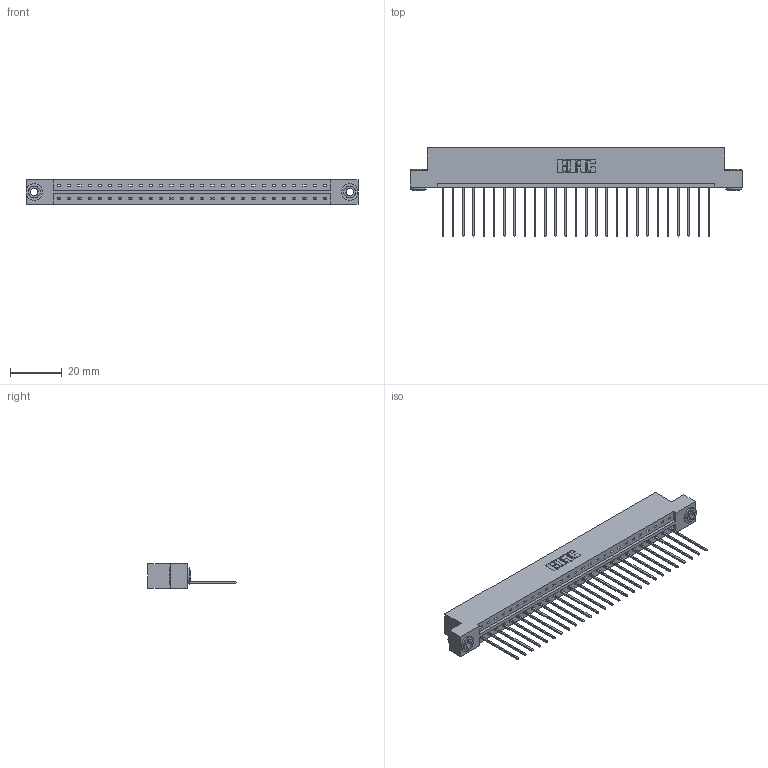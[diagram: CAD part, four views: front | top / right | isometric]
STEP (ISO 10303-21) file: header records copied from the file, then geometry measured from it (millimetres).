
FILE_DESCRIPTION (( 'STEP AP203' ), '1' );
FILE_NAME ('333-027-541-103.STEP', '2018-08-02T14:02:08', ( '' ), ( '' ), 'SwSTEP 2.0', 'SolidWorks 2016', '' );
FILE_SCHEMA (( 'CONFIG_CONTROL_DESIGN' ));
Length unit declared in the file: inch
Products named in the file (4): 333 Part_Flush - .156 Dia - TH; 345-292-001_345-293-141; 345-250-002_345-250-002-102; 333-027-541-103
Assembly tree (30 placements, depth 2):
  333-027-541-103
    333 Part_Flush - .156 Dia - TH
    345-292-001_345-293-141  x27
    345-250-002_345-250-002-102  x2
Bounding box: 128.52 x 34.3 x 9.4 mm (x, y, z)
Volume: 12912.6 mm3; surface area: 14647.7 mm2
Topology: 30 solids, 30 shells, 1718 faces, 5139 edges, 3386 vertices
Faces by surface type: plane 1214, cylinder 496, cone 8
Entity records: 19114 total; most frequent: CARTESIAN_POINT 3278, ORIENTED_EDGE 3234, DIRECTION 2829, EDGE_CURVE 1617, VECTOR 1465, LINE 1465, VERTEX_POINT 1074, AXIS2_PLACEMENT_3D 682
